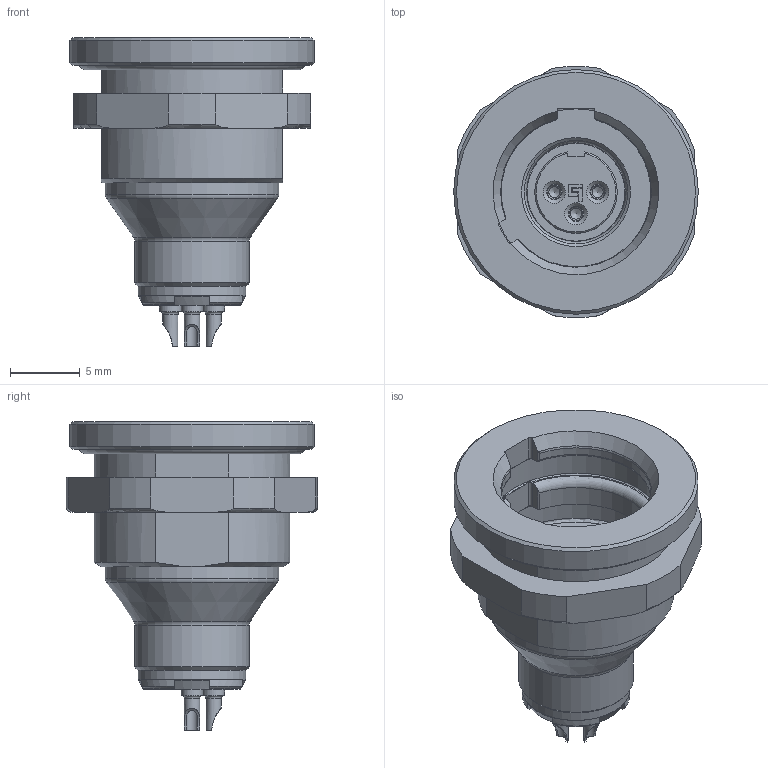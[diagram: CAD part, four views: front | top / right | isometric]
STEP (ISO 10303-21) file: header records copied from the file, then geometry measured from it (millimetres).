
FILE_DESCRIPTION(/* description */ (''),/* implementation_level */ '2;1');
FILE_NAME(/* name */ '09-4908-00-03_bg.stp',/* time_stamp */ '2010-07-23T12:25:55+02:00',/* author */ (''),/* organization */ (''),/* preprocessor_version */ 'ST-DEVELOPER v11',/* originating_system */ 'UGS - NX 5.0',/* authorisation */ '');
FILE_SCHEMA (('CONFIG_CONTROL_DESIGN'));
Length unit declared in the file: millimetre
Products named in the file (1): kbor16EFzyr2
Bounding box: 17.5 x 17.96 x 22.1 mm (x, y, z)
Volume: 1596.7 mm3; surface area: 2580 mm2
Topology: 4 solids, 4 shells, 248 faces, 629 edges, 407 vertices
Faces by surface type: plane 104, cylinder 61, cone 40, torus 31, bspline 12
Full cylindrical faces by diameter (mm): 0.8 x3, 1.1 x6, 1.55 x3, 5.6 x1, 7.4 x2, 7.7 x2, 8.2 x1, 9.1 x1, 12.3 x2, 12.4 x1, 13.378 x1, 14 x1, 14.2 x1, 16.4 x1, 17.5 x1
Entity records: 7567 total; most frequent: CARTESIAN_POINT 2015, DIRECTION 1132, ORIENTED_EDGE 1060, EDGE_CURVE 530, AXIS2_PLACEMENT_3D 471, VERTEX_POINT 377, EDGE_LOOP 335, ADVANCED_FACE 248
